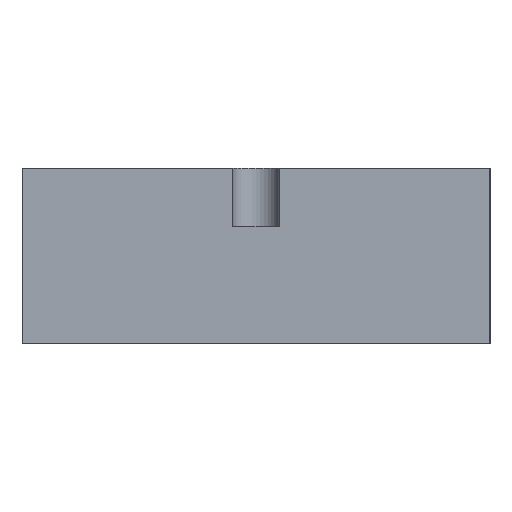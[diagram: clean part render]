
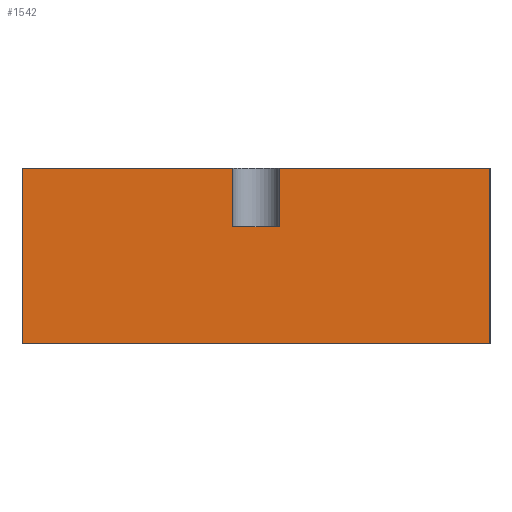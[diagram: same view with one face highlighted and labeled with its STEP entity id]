
A CAD part, left-side view. The second image highlights one B-rep face of the part: STEP entity #1542.
In plain terms, the highlighted planar face has unit normal (-1, 0, 0).
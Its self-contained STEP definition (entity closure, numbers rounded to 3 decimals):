
#68=DIRECTION('',(0.,-1.,0.));
#69=VECTOR('',#68,80.);
#70=CARTESIAN_POINT('',(-50.,40.,0.));
#71=LINE('',#70,#69);
#269=DIRECTION('',(0.,-1.,0.));
#270=VECTOR('',#269,36.);
#271=CARTESIAN_POINT('',(-50.,-4.,30.));
#272=LINE('',#271,#270);
#286=DIRECTION('',(0.,-1.,0.));
#287=VECTOR('',#286,36.);
#288=CARTESIAN_POINT('',(-50.,40.,30.));
#289=LINE('',#288,#287);
#524=DIRECTION('',(0.,1.,0.));
#525=VECTOR('',#524,8.);
#526=CARTESIAN_POINT('',(-50.,-4.,20.));
#527=LINE('',#526,#525);
#528=DIRECTION('',(0.,0.,-1.));
#529=VECTOR('',#528,10.);
#530=CARTESIAN_POINT('',(-50.,-4.,30.));
#531=LINE('',#530,#529);
#532=DIRECTION('',(0.,0.,1.));
#533=VECTOR('',#532,30.);
#534=CARTESIAN_POINT('',(-50.,40.,0.));
#535=LINE('',#534,#533);
#536=DIRECTION('',(0.,0.,-1.));
#537=VECTOR('',#536,10.);
#538=CARTESIAN_POINT('',(-50.,4.,30.));
#539=LINE('',#538,#537);
#565=DIRECTION('',(0.,0.,1.));
#566=VECTOR('',#565,30.);
#567=CARTESIAN_POINT('',(-50.,-40.,0.));
#568=LINE('',#567,#566);
#671=CARTESIAN_POINT('',(-50.,40.,0.));
#672=CARTESIAN_POINT('',(-50.,-40.,0.));
#673=VERTEX_POINT('',#671);
#674=VERTEX_POINT('',#672);
#679=CARTESIAN_POINT('',(-50.,40.,30.));
#680=VERTEX_POINT('',#679);
#681=CARTESIAN_POINT('',(-50.,-40.,30.));
#682=VERTEX_POINT('',#681);
#703=CARTESIAN_POINT('',(-50.,4.,30.));
#705=VERTEX_POINT('',#703);
#707=CARTESIAN_POINT('',(-50.,-4.,30.));
#709=VERTEX_POINT('',#707);
#711=CARTESIAN_POINT('',(-50.,-4.,20.));
#712=CARTESIAN_POINT('',(-50.,4.,20.));
#713=VERTEX_POINT('',#711);
#714=VERTEX_POINT('',#712);
#1523=CARTESIAN_POINT('',(-50.,40.,0.));
#1524=DIRECTION('',(-1.,0.,0.));
#1525=DIRECTION('',(0.,-1.,0.));
#1526=AXIS2_PLACEMENT_3D('',#1523,#1524,#1525);
#1527=PLANE('',#1526);
#1529=ORIENTED_EDGE('',*,*,#1528,.F.);
#1531=ORIENTED_EDGE('',*,*,#1530,.F.);
#1532=ORIENTED_EDGE('',*,*,#990,.T.);
#1534=ORIENTED_EDGE('',*,*,#1533,.F.);
#1535=ORIENTED_EDGE('',*,*,#888,.F.);
#1536=ORIENTED_EDGE('',*,*,#1500,.T.);
#1537=ORIENTED_EDGE('',*,*,#998,.T.);
#1539=ORIENTED_EDGE('',*,*,#1538,.T.);
#1540=EDGE_LOOP('',(#1529,#1531,#1532,#1534,#1535,#1536,#1537,#1539));
#1541=FACE_OUTER_BOUND('',#1540,.F.);
#888=EDGE_CURVE('',#673,#674,#71,.T.);
#990=EDGE_CURVE('',#709,#682,#272,.T.);
#998=EDGE_CURVE('',#680,#705,#289,.T.);
#1500=EDGE_CURVE('',#673,#680,#535,.T.);
#1528=EDGE_CURVE('',#713,#714,#527,.T.);
#1530=EDGE_CURVE('',#709,#713,#531,.T.);
#1533=EDGE_CURVE('',#674,#682,#568,.T.);
#1538=EDGE_CURVE('',#705,#714,#539,.T.);
#1542=ADVANCED_FACE('',(#1541),#1527,.T.);
